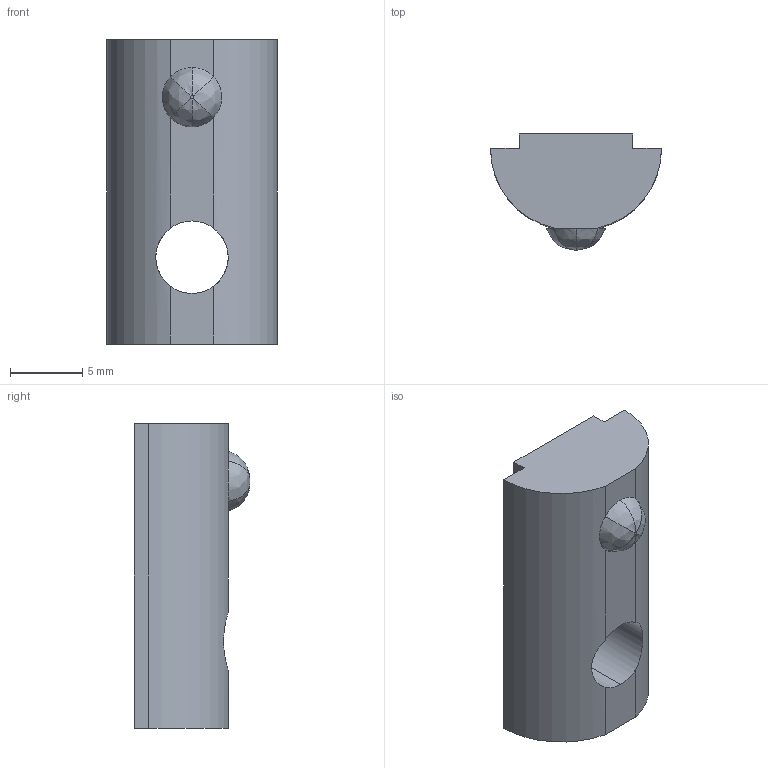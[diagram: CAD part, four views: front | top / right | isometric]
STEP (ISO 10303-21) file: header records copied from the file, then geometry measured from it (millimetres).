
FILE_DESCRIPTION (( 'STEP AP203' ), '1' );
FILE_NAME ('PE30M6.STEP', '2018-04-02T16:45:46', ( 'User2' ), ( '' ), 'SwSTEP 2.0', 'SolidWorks 2007', '' );
FILE_SCHEMA (( 'CONFIG_CONTROL_DESIGN' ));
Length unit declared in the file: millimetre
Products named in the file (1): PE30M6
Bounding box: 11.8 x 8 x 21 mm (x, y, z)
Volume: 1153.2 mm3; surface area: 865.6 mm2
Topology: 1 solids, 1 shells, 23 faces, 58 edges, 36 vertices
Faces by surface type: plane 13, bspline 6, cylinder 4
Entity records: 853 total; most frequent: CARTESIAN_POINT 292, ORIENTED_EDGE 116, DIRECTION 84, EDGE_CURVE 58, VERTEX_POINT 36, AXIS2_PLACEMENT_3D 28, VECTOR 28, LINE 28
